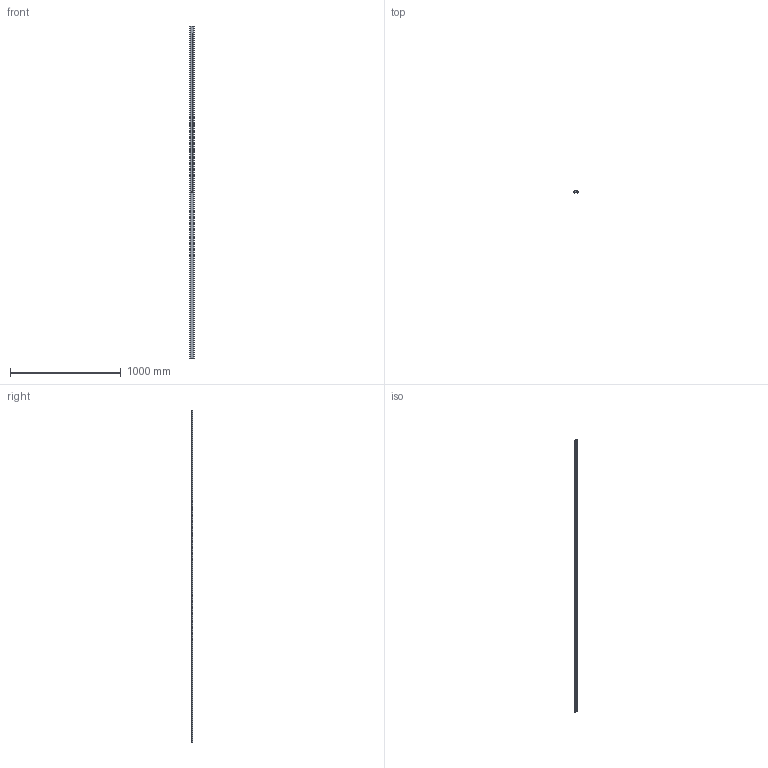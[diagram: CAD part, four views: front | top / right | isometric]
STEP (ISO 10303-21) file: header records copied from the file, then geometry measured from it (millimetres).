
FILE_DESCRIPTION (( 'STEP AP203' ), '1' );
FILE_NAME ('2010.STEP', '2024-10-18T08:30:56', ( '' ), ( '' ), 'SwSTEP 2.0', 'SolidWorks 2018', '' );
FILE_SCHEMA (( 'CONFIG_CONTROL_DESIGN' ));
Length unit declared in the file: millimetre
Products named in the file (1): 2010
Bounding box: 40 x 17.9 x 3000 mm (x, y, z)
Volume: 1268213.9 mm3; surface area: 348206.8 mm2
Topology: 1 solids, 1 shells, 218 faces, 594 edges, 396 vertices
Faces by surface type: plane 115, bspline 92, cylinder 11
Entity records: 11389 total; most frequent: CARTESIAN_POINT 6405, ORIENTED_EDGE 1188, DIRECTION 686, EDGE_CURVE 594, VERTEX_POINT 396, LINE 388, VECTOR 388, EDGE_LOOP 236
